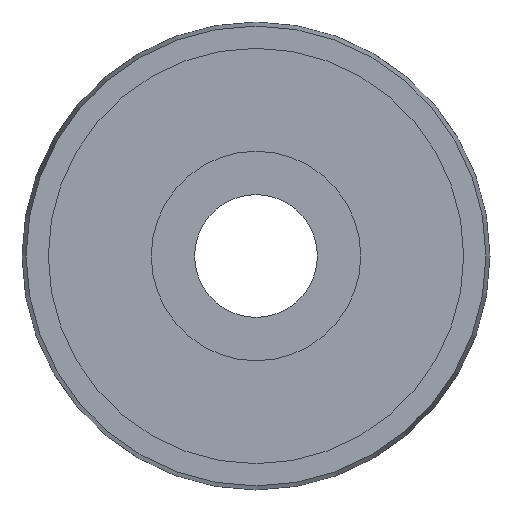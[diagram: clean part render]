
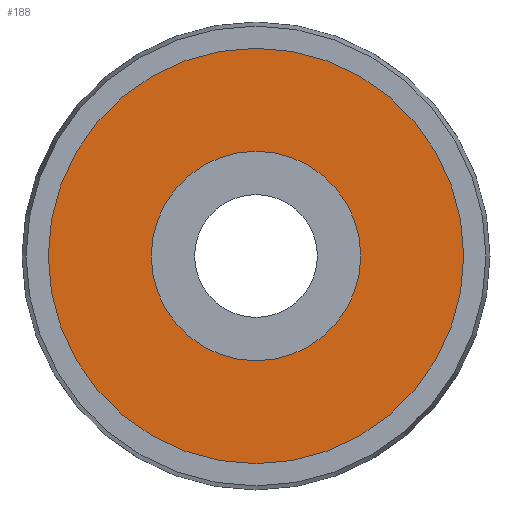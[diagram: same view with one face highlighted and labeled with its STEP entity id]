
A CAD part, left-side view. The second image highlights one B-rep face of the part: STEP entity #188.
In plain terms, the highlighted planar face has unit normal (-1, 0, 0).
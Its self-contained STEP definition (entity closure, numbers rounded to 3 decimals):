
#18=PLANE('',#214);
#25=FACE_BOUND('',#59,.T.);
#41=FACE_OUTER_BOUND('',#58,.T.);
#58=EDGE_LOOP('',(#138));
#59=EDGE_LOOP('',(#139));
#88=CIRCLE('',#212,177.5);
#90=CIRCLE('',#215,89.5);
#104=VERTEX_POINT('',#311);
#106=VERTEX_POINT('',#316);
#120=EDGE_CURVE('',#104,#104,#88,.T.);
#122=EDGE_CURVE('',#106,#106,#90,.T.);
#138=ORIENTED_EDGE('',*,*,#120,.T.);
#139=ORIENTED_EDGE('',*,*,#122,.F.);
#188=ADVANCED_FACE('',(#41,#25),#18,.F.);
#212=AXIS2_PLACEMENT_3D('',#312,#247,#248);
#214=AXIS2_PLACEMENT_3D('',#315,#251,#252);
#215=AXIS2_PLACEMENT_3D('',#317,#253,#254);
#247=DIRECTION('center_axis',(-1.,0.,0.));
#248=DIRECTION('ref_axis',(0.,0.,1.));
#251=DIRECTION('center_axis',(1.,0.,0.));
#252=DIRECTION('ref_axis',(0.,0.,-1.));
#253=DIRECTION('center_axis',(-1.,0.,0.));
#254=DIRECTION('ref_axis',(0.,0.,1.));
#311=CARTESIAN_POINT('',(-47.2,0.,-177.5));
#312=CARTESIAN_POINT('Origin',(-47.2,0.,0.));
#315=CARTESIAN_POINT('Origin',(-47.2,0.,0.));
#316=CARTESIAN_POINT('',(-47.2,0.,-89.5));
#317=CARTESIAN_POINT('Origin',(-47.2,0.,0.));
